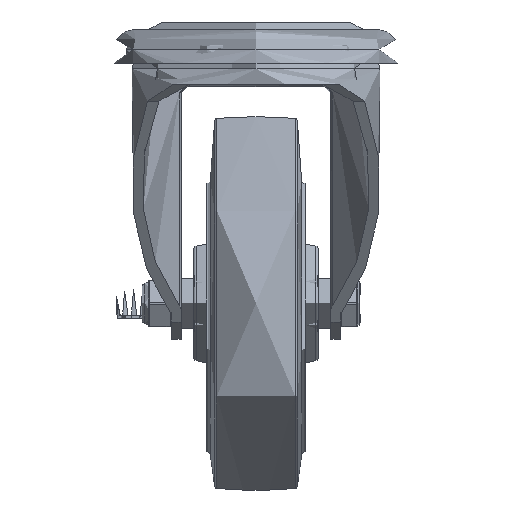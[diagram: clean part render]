
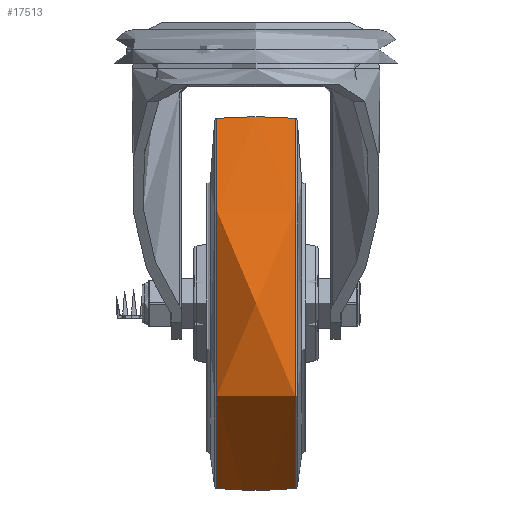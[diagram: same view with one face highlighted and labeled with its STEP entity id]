
A CAD part, left-side view. The second image highlights one B-rep face of the part: STEP entity #17513.
In plain terms, the highlighted free-form (B-spline) face has degree [2, 2] with [3, 9] control points.
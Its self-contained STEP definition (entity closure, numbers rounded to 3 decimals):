
#83=(
BOUNDED_SURFACE()
B_SPLINE_SURFACE(2,2,((#26594,#26595,#26596,#26597,#26598,#26599,#26600,
#26601,#26602),(#26603,#26604,#26605,#26606,#26607,#26608,#26609,#26610,
#26611),(#26612,#26613,#26614,#26615,#26616,#26617,#26618,#26619,#26620)),
 .UNSPECIFIED.,.F.,.T.,.F.)
B_SPLINE_SURFACE_WITH_KNOTS((3,3),(3,2,2,2,3),(-0.086,0.086),
(-3.142,-1.571,0.,1.571,3.142),
 .UNSPECIFIED.)
GEOMETRIC_REPRESENTATION_ITEM()
RATIONAL_B_SPLINE_SURFACE(((1.,0.707,1.,0.707,1.,
0.707,1.,0.707,1.),(0.996,0.704,
0.996,0.704,0.996,0.704,
0.996,0.704,0.996),(1.,0.707,
1.,0.707,1.,0.707,1.,0.707,1.)))
REPRESENTATION_ITEM('')
SURFACE()
);
#4861=FACE_OUTER_BOUND('',#5958,.T.);
#5958=EDGE_LOOP('',(#12878,#12879,#12880,#12881));
#7193=CIRCLE('',#18961,74.321);
#7194=CIRCLE('',#18962,181.875);
#7195=CIRCLE('',#18963,74.321);
#7977=VERTEX_POINT('',#26591);
#7978=VERTEX_POINT('',#26621);
#9864=EDGE_CURVE('',#7977,#7977,#7193,.T.);
#9865=EDGE_CURVE('',#7977,#7978,#7194,.T.);
#9866=EDGE_CURVE('',#7978,#7978,#7195,.T.);
#12878=ORIENTED_EDGE('',*,*,#9864,.F.);
#12879=ORIENTED_EDGE('',*,*,#9865,.T.);
#12880=ORIENTED_EDGE('',*,*,#9866,.T.);
#12881=ORIENTED_EDGE('',*,*,#9865,.F.);
#17513=ADVANCED_FACE('',(#4861),#83,.F.);
#18961=AXIS2_PLACEMENT_3D('',#26593,#20890,#20891);
#18962=AXIS2_PLACEMENT_3D('',#26622,#20892,#20893);
#18963=AXIS2_PLACEMENT_3D('',#26623,#20894,#20895);
#20890=DIRECTION('center_axis',(0.,1.,0.));
#20891=DIRECTION('ref_axis',(0.,0.,
1.));
#20892=DIRECTION('center_axis',(-1.,0.,0.));
#20893=DIRECTION('ref_axis',(0.,0.,
-1.));
#20894=DIRECTION('center_axis',(0.,1.,0.));
#20895=DIRECTION('ref_axis',(0.,0.,
1.));
#26591=CARTESIAN_POINT('',(0.,15.703,-74.321));
#26593=CARTESIAN_POINT('Origin',(0.,15.703,
0.));
#26594=CARTESIAN_POINT('Ctrl Pts',(0.,-15.703,
-74.321));
#26595=CARTESIAN_POINT('Ctrl Pts',(-74.321,-15.703,
-74.321));
#26596=CARTESIAN_POINT('Ctrl Pts',(-74.321,-15.703,
0.));
#26597=CARTESIAN_POINT('Ctrl Pts',(-74.321,-15.703,
74.321));
#26598=CARTESIAN_POINT('Ctrl Pts',(0.,-15.703,
74.321));
#26599=CARTESIAN_POINT('Ctrl Pts',(74.321,-15.703,74.321));
#26600=CARTESIAN_POINT('Ctrl Pts',(74.321,-15.703,0.));
#26601=CARTESIAN_POINT('Ctrl Pts',(74.321,-15.703,-74.321));
#26602=CARTESIAN_POINT('Ctrl Pts',(0.,-15.703,
-74.321));
#26603=CARTESIAN_POINT('Ctrl Pts',(0.,0.,
-75.682));
#26604=CARTESIAN_POINT('Ctrl Pts',(-75.682,0.,
-75.682));
#26605=CARTESIAN_POINT('Ctrl Pts',(-75.682,0.,
0.));
#26606=CARTESIAN_POINT('Ctrl Pts',(-75.682,0.,
75.682));
#26607=CARTESIAN_POINT('Ctrl Pts',(0.,0.,
75.682));
#26608=CARTESIAN_POINT('Ctrl Pts',(75.682,0.,
75.682));
#26609=CARTESIAN_POINT('Ctrl Pts',(75.682,0.,
0.));
#26610=CARTESIAN_POINT('Ctrl Pts',(75.682,0.,
-75.682));
#26611=CARTESIAN_POINT('Ctrl Pts',(0.,0.,
-75.682));
#26612=CARTESIAN_POINT('Ctrl Pts',(0.,15.703,
-74.321));
#26613=CARTESIAN_POINT('Ctrl Pts',(-74.321,15.703,-74.321));
#26614=CARTESIAN_POINT('Ctrl Pts',(-74.321,15.703,0.));
#26615=CARTESIAN_POINT('Ctrl Pts',(-74.321,15.703,74.321));
#26616=CARTESIAN_POINT('Ctrl Pts',(0.,15.703,
74.321));
#26617=CARTESIAN_POINT('Ctrl Pts',(74.321,15.703,74.321));
#26618=CARTESIAN_POINT('Ctrl Pts',(74.321,15.703,0.));
#26619=CARTESIAN_POINT('Ctrl Pts',(74.321,15.703,-74.321));
#26620=CARTESIAN_POINT('Ctrl Pts',(0.,15.703,
-74.321));
#26621=CARTESIAN_POINT('',(0.,-15.703,-74.321));
#26622=CARTESIAN_POINT('Origin',(0.,0.,
106.875));
#26623=CARTESIAN_POINT('Origin',(0.,-15.703,0.));
